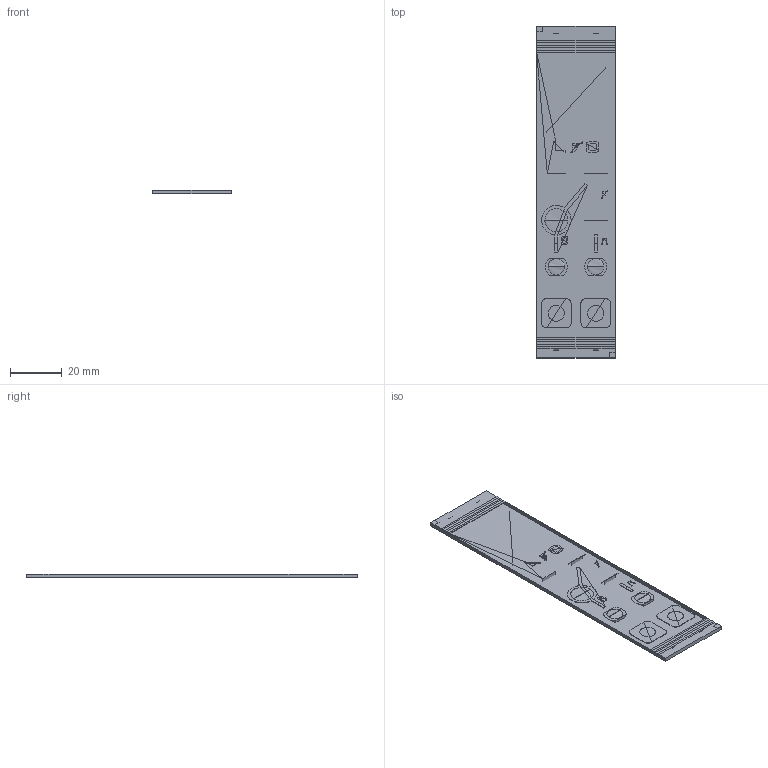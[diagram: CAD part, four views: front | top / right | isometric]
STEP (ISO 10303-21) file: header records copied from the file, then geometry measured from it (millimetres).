
FILE_DESCRIPTION(/* description */ (''),/* implementation_level */ '2;1');
FILE_NAME(/* name */ 'front-lfo',/* time_stamp */ '2023-02-08T20:51:52+01:00',/* author */ (''),/* organization */ (''),/* preprocessor_version */ 'ST-DEVELOPER v10',/* originating_system */ '',/* authorisation */ '');
FILE_SCHEMA (('CONFIG_CONTROL_DESIGN'));
Length unit declared in the file: millimetre
Products named in the file (1): 1
Bounding box: 30.48 x 128.5 x 1.5 mm (x, y, z)
Volume: 4434 mm3; surface area: 8644.8 mm2
Topology: 19 solids, 19 shells, 337 faces, 1017 edges, 728 vertices
Faces by surface type: plane 241, bspline 96
Entity records: 13246 total; most frequent: CARTESIAN_POINT 7210, ORIENTED_EDGE 1676, EDGE_CURVE 838, B_SPLINE_CURVE_WITH_KNOTS 734, VERTEX_POINT 556, EDGE_LOOP 398, ADVANCED_FACE 337, FACE_OUTER_BOUND 337
